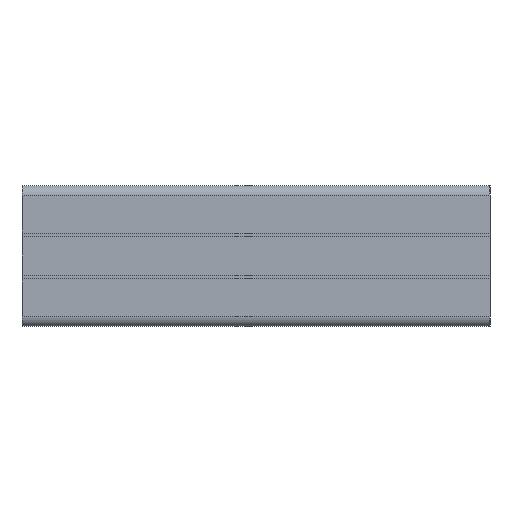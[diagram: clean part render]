
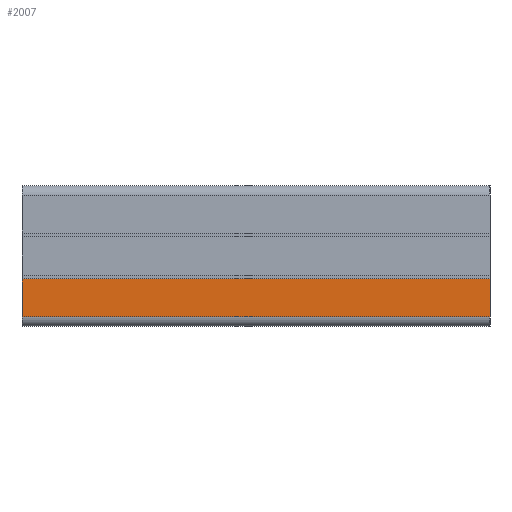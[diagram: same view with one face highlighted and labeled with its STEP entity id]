
A CAD part, left-side view. The second image highlights one B-rep face of the part: STEP entity #2007.
In plain terms, the highlighted planar face has unit normal (-1, 0, 0).
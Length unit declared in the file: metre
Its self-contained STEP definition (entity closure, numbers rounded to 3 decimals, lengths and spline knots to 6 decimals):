
#52=PLANE('',#2170);
#133=FACE_OUTER_BOUND('',#235,.T.);
#235=EDGE_LOOP('',(#1505,#1506,#1507,#1508));
#402=LINE('',#3136,#622);
#403=LINE('',#3139,#623);
#404=LINE('',#3141,#624);
#405=LINE('',#3142,#625);
#622=VECTOR('',#2539,0.1);
#623=VECTOR('',#2542,0.0081);
#624=VECTOR('',#2543,0.0081);
#625=VECTOR('',#2544,0.1);
#915=VERTEX_POINT('',#3132);
#916=VERTEX_POINT('',#3134);
#917=VERTEX_POINT('',#3138);
#918=VERTEX_POINT('',#3140);
#1160=EDGE_CURVE('',#916,#915,#402,.T.);
#1161=EDGE_CURVE('',#917,#915,#403,.T.);
#1162=EDGE_CURVE('',#918,#916,#404,.T.);
#1163=EDGE_CURVE('',#918,#917,#405,.T.);
#1505=ORIENTED_EDGE('',*,*,#1161,.T.);
#1506=ORIENTED_EDGE('',*,*,#1160,.F.);
#1507=ORIENTED_EDGE('',*,*,#1162,.F.);
#1508=ORIENTED_EDGE('',*,*,#1163,.T.);
#2007=ADVANCED_FACE('',(#133),#52,.F.);
#2170=AXIS2_PLACEMENT_3D('',#3137,#2540,#2541);
#2539=DIRECTION('',(0.,1.,0.));
#2540=DIRECTION('center_axis',(1.,0.,0.));
#2541=DIRECTION('ref_axis',(0.,0.,-1.));
#2542=DIRECTION('',(0.,0.,-1.));
#2543=DIRECTION('',(0.,0.,-1.));
#2544=DIRECTION('',(0.,1.,0.));
#3132=CARTESIAN_POINT('',(0.001369,0.123398,0.051871));
#3134=CARTESIAN_POINT('',(0.001369,0.023398,0.051871));
#3136=CARTESIAN_POINT('',(0.001369,0.023398,0.051871));
#3137=CARTESIAN_POINT('Origin',(0.001369,-0.926602,
0.051871));
#3138=CARTESIAN_POINT('',(0.001369,0.123398,0.059971));
#3139=CARTESIAN_POINT('',(0.001369,0.123398,0.059971));
#3140=CARTESIAN_POINT('',(0.001369,0.023398,0.059971));
#3141=CARTESIAN_POINT('',(0.001369,0.023398,0.059971));
#3142=CARTESIAN_POINT('',(0.001369,0.023398,0.059971));
